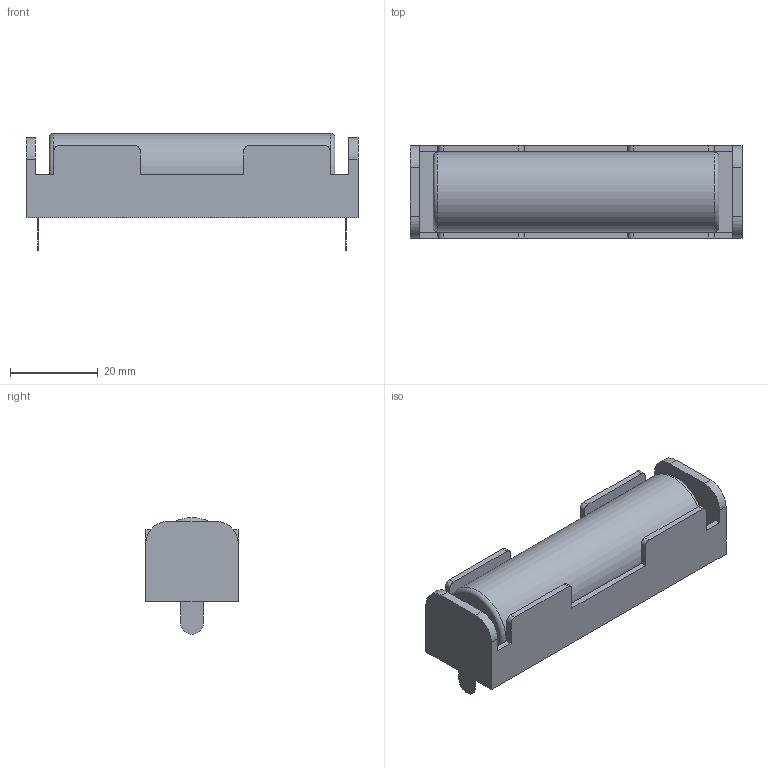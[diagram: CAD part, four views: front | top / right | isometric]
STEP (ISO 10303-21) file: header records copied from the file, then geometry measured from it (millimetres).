
FILE_DESCRIPTION(/* description */ (''),/* implementation_level */ '2;1');
FILE_NAME(/* name */ '18650 holder MYOUNG v1.step',/* time_stamp */ '2023-04-22T11:14:35+02:00',/* author */ (''),/* organization */ (''),/* preprocessor_version */ 'ST-DEVELOPER v19.2',/* originating_system */ 'Autodesk Translation Framework v12.4.0.73',/* authorisation */ '');
FILE_SCHEMA (('AUTOMOTIVE_DESIGN { 1 0 10303 214 3 1 1 }'));
Length unit declared in the file: millimetre
Products named in the file (1): 18650 holder MYOUNG
Bounding box: 75.5 x 21 x 26.6 mm (x, y, z)
Volume: 20890.2 mm3; surface area: 12862.4 mm2
Topology: 2 solids, 2 shells, 57 faces, 153 edges, 102 vertices
Faces by surface type: plane 40, cylinder 15, torus 2
Full cylindrical faces by diameter (mm): 18 x1
Entity records: 1829 total; most frequent: CARTESIAN_POINT 313, ORIENTED_EDGE 306, DIRECTION 305, EDGE_CURVE 153, LINE 117, VECTOR 117, VERTEX_POINT 102, AXIS2_PLACEMENT_3D 94
